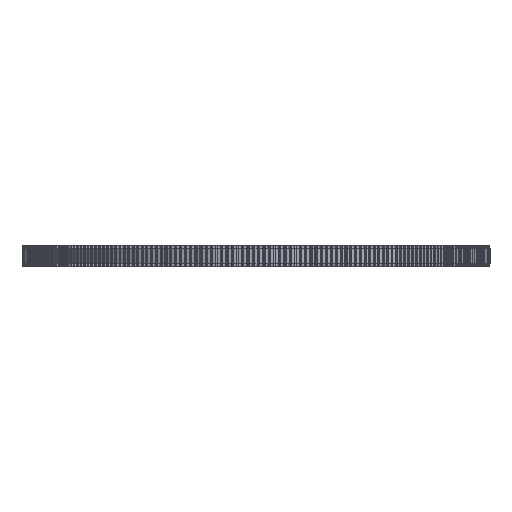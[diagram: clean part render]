
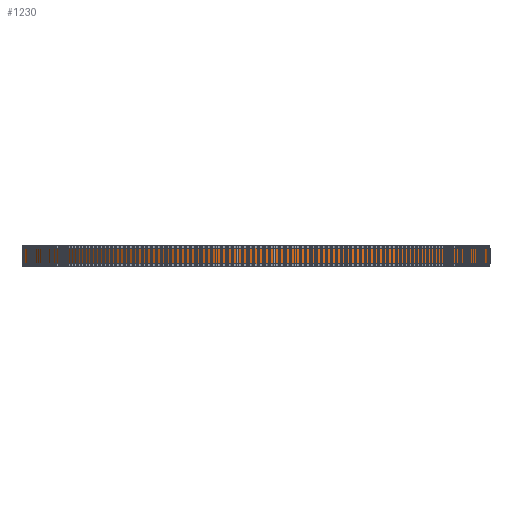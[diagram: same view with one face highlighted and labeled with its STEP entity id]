
A CAD part, front view. The second image highlights one B-rep face of the part: STEP entity #1230.
In plain terms, the highlighted cylindrical face has radius 88.172 mm (diameter 176.344 mm), a full revolution.
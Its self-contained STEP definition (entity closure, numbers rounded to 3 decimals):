
#97=FACE_BOUND('',#4560,.T.);
#98=FACE_BOUND('',#4561,.T.);
#1230=ADVANCED_FACE('',(#97,#98),#2339,.T.);
#2339=CYLINDRICAL_SURFACE('',#24519,88.172);
#4560=EDGE_LOOP('',(#13426));
#4561=EDGE_LOOP('',(#13427));
#13426=ORIENTED_EDGE('',*,*,#18970,.T.);
#13427=ORIENTED_EDGE('',*,*,#18971,.T.);
#15644=VERTEX_POINT('',#38940);
#15645=VERTEX_POINT('',#38942);
#18970=EDGE_CURVE('',#15644,#15644,#21188,.T.);
#18971=EDGE_CURVE('',#15645,#15645,#21189,.T.);
#21188=CIRCLE('',#24517,88.172);
#21189=CIRCLE('',#24518,88.172);
#24517=AXIS2_PLACEMENT_3D('',#38939,#32282,#32283);
#24518=AXIS2_PLACEMENT_3D('',#38941,#32284,#32285);
#24519=AXIS2_PLACEMENT_3D('',#38943,#32286,#32287);
#32282=DIRECTION('',(0.,0.,1.));
#32283=DIRECTION('',(1.,0.,0.));
#32284=DIRECTION('',(0.,0.,-1.));
#32285=DIRECTION('',(1.,0.,0.));
#32286=DIRECTION('',(0.,0.,1.));
#32287=DIRECTION('',(1.,0.,0.));
#38939=CARTESIAN_POINT('',(0.,0.,1.));
#38940=CARTESIAN_POINT('',(88.172,0.,1.));
#38941=CARTESIAN_POINT('',(0.,0.,7.));
#38942=CARTESIAN_POINT('',(88.172,0.,7.));
#38943=CARTESIAN_POINT('',(0.,0.,1.));
